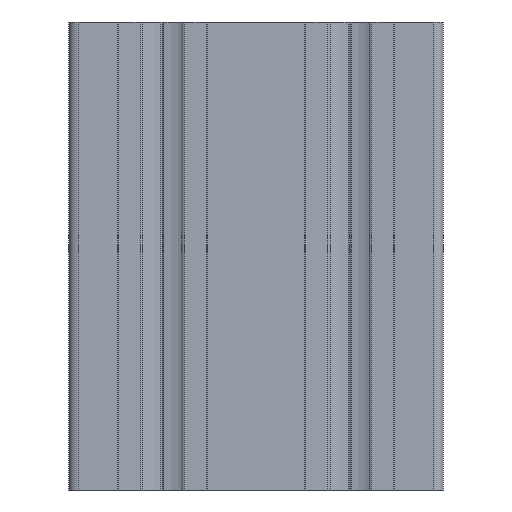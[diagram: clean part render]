
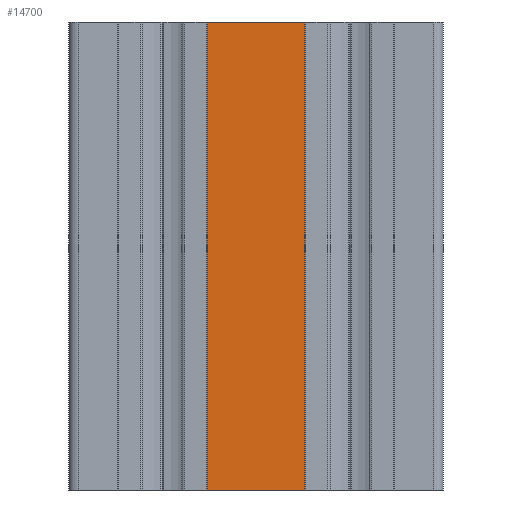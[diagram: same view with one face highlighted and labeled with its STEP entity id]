
A CAD part, left-side view. The second image highlights one B-rep face of the part: STEP entity #14700.
In plain terms, the highlighted planar face has unit normal (-1, 0, 0).
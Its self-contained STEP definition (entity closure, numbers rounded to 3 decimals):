
#14642=CARTESIAN_POINT('',(-172.164,48.926,100.0));
#14643=VERTEX_POINT('',#14642);
#14651=CARTESIAN_POINT('',(-172.164,48.926,0.0));
#14652=VERTEX_POINT('',#14651);
#14653=CARTESIAN_POINT('',(-172.164,48.926,0.0));
#14654=DIRECTION('',(0.0,0.0,1.0));
#14655=VECTOR('',#14654,100.0);
#14656=LINE('',#14653,#14655);
#14657=EDGE_CURVE('',#14652,#14643,#14656,.T.);
#14670=CARTESIAN_POINT('',(-172.164,59.338,0.0));
#14671=DIRECTION('',(-1.0,0.0,0.0));
#14672=DIRECTION('',(0.0,0.0,1.0));
#14673=AXIS2_PLACEMENT_3D('',#14670,#14671,#14672);
#14674=PLANE('',#14673);
#14675=CARTESIAN_POINT('',(-172.164,69.751,100.0));
#14676=VERTEX_POINT('',#14675);
#14677=CARTESIAN_POINT('',(-172.164,48.926,100.0));
#14678=DIRECTION('',(0.0,1.0,0.0));
#14679=VECTOR('',#14678,20.825);
#14680=LINE('',#14677,#14679);
#14681=EDGE_CURVE('',#14643,#14676,#14680,.T.);
#14682=ORIENTED_EDGE('',*,*,#14681,.T.);
#14683=CARTESIAN_POINT('',(-172.164,69.751,0.0));
#14684=VERTEX_POINT('',#14683);
#14685=CARTESIAN_POINT('',(-172.164,69.751,0.0));
#14686=DIRECTION('',(0.0,0.0,1.0));
#14687=VECTOR('',#14686,100.0);
#14688=LINE('',#14685,#14687);
#14689=EDGE_CURVE('',#14684,#14676,#14688,.T.);
#14690=ORIENTED_EDGE('',*,*,#14689,.F.);
#14691=CARTESIAN_POINT('',(-172.164,69.751,0.0));
#14692=DIRECTION('',(0.0,-1.0,0.0));
#14693=VECTOR('',#14692,20.825);
#14694=LINE('',#14691,#14693);
#14695=EDGE_CURVE('',#14684,#14652,#14694,.T.);
#14696=ORIENTED_EDGE('',*,*,#14695,.T.);
#14697=ORIENTED_EDGE('',*,*,#14657,.T.);
#14698=EDGE_LOOP('',(#14682,#14690,#14696,#14697));
#14699=FACE_OUTER_BOUND('',#14698,.T.);
#14700=ADVANCED_FACE('',(#14699),#14674,.T.);
